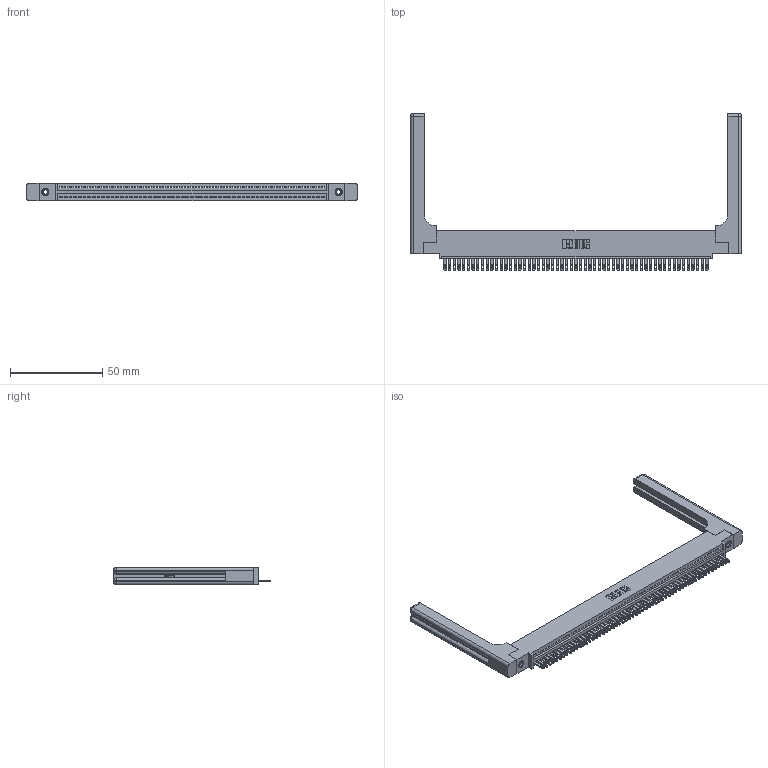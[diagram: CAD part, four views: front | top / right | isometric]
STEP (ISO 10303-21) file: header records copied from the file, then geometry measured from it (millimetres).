
FILE_DESCRIPTION (( 'STEP AP203' ), '1' );
FILE_NAME ('345-057-500-458.STEP', '2019-10-10T12:25:21', ( '' ), ( '' ), 'SwSTEP 2.0', 'SolidWorks 2016', '' );
FILE_SCHEMA (( 'CONFIG_CONTROL_DESIGN' ));
Length unit declared in the file: inch
Products named in the file (5): 345-057-500-458; 345-220-058_345-220-058; 345-250-001_345-250-001-102; 345-292-001_345-293-100; 345 Part_0.110 Offset - 0.156 Dia-TH
Assembly tree (62 placements, depth 2):
  345-057-500-458
    345 Part_0.110 Offset - 0.156 Dia-TH
    345-292-001_345-293-100  x57
    345-250-001_345-250-001-102  x2
    345-220-058_345-220-058  x2
Bounding box: 179.81 x 85.27 x 9.4 mm (x, y, z)
Volume: 25668 mm3; surface area: 28527.4 mm2
Topology: 62 solids, 62 shells, 3464 faces, 10595 edges, 7042 vertices
Faces by surface type: plane 2170, cylinder 1234, bspline 36, cone 12, sphere 8, torus 4
Entity records: 46124 total; most frequent: CARTESIAN_POINT 8960, ORIENTED_EDGE 7748, DIRECTION 6752, EDGE_CURVE 3874, LINE 3418, VECTOR 3418, VERTEX_POINT 2574, AXIS2_PLACEMENT_3D 1667
